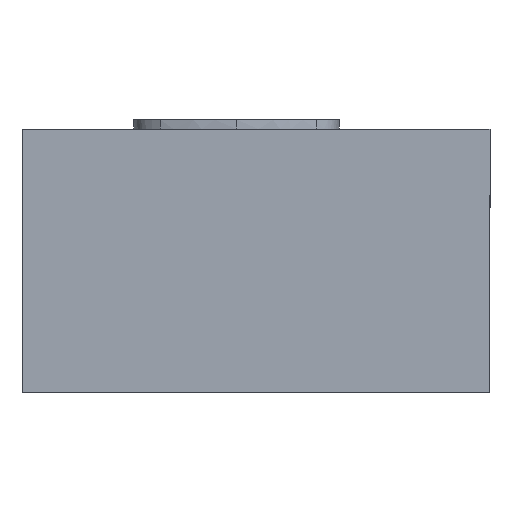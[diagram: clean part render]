
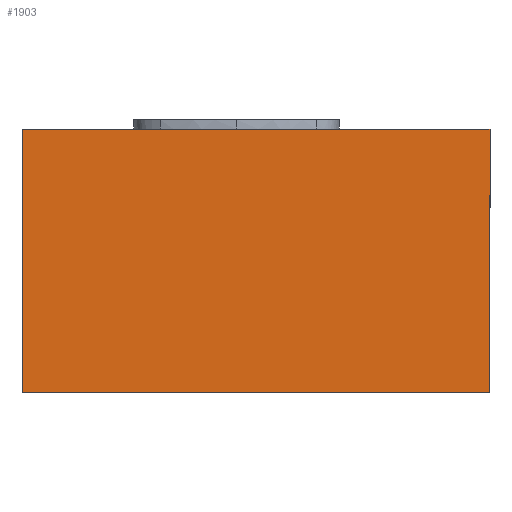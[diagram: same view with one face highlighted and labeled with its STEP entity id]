
A CAD part, left-side view. The second image highlights one B-rep face of the part: STEP entity #1903.
In plain terms, the highlighted planar face has unit normal (-1, 0, 0).
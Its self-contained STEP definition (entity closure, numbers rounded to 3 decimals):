
#214=FACE_OUTER_BOUND('',#320,.T.);
#320=EDGE_LOOP('',(#1316,#1317,#1318,#1319));
#450=LINE('',#2476,#622);
#456=LINE('',#2488,#628);
#461=LINE('',#2503,#633);
#470=LINE('',#2527,#642);
#622=VECTOR('',#2127,625.);
#628=VECTOR('',#2135,625.);
#633=VECTOR('',#2152,625.);
#642=VECTOR('',#2173,625.);
#789=VERTEX_POINT('',#2473);
#790=VERTEX_POINT('',#2475);
#794=VERTEX_POINT('',#2485);
#795=VERTEX_POINT('',#2487);
#982=EDGE_CURVE('',#790,#789,#450,.T.);
#988=EDGE_CURVE('',#794,#795,#456,.T.);
#997=EDGE_CURVE('',#790,#794,#461,.T.);
#1009=EDGE_CURVE('',#789,#795,#470,.T.);
#1316=ORIENTED_EDGE('',*,*,#1009,.T.);
#1317=ORIENTED_EDGE('',*,*,#988,.F.);
#1318=ORIENTED_EDGE('',*,*,#997,.F.);
#1319=ORIENTED_EDGE('',*,*,#982,.T.);
#1816=PLANE('',#2024);
#1903=ADVANCED_FACE('',(#214),#1816,.F.);
#2024=AXIS2_PLACEMENT_3D('',#2531,#2177,#2178);
#2127=DIRECTION('',(0.,-1.,0.));
#2135=DIRECTION('',(0.,-1.,0.));
#2152=DIRECTION('',(0.,0.,1.));
#2173=DIRECTION('',(0.,0.,1.));
#2177=DIRECTION('center_axis',(1.,0.,0.));
#2178=DIRECTION('ref_axis',(0.,0.,-1.));
#2473=CARTESIAN_POINT('',(-0.5,0.,-0.25));
#2475=CARTESIAN_POINT('',(-0.5,0.281,-0.25));
#2476=CARTESIAN_POINT('',(-0.5,0.281,-0.25));
#2485=CARTESIAN_POINT('',(-0.5,0.281,0.25));
#2487=CARTESIAN_POINT('',(-0.5,0.,0.25));
#2488=CARTESIAN_POINT('',(-0.5,0.281,0.25));
#2503=CARTESIAN_POINT('',(-0.5,0.281,-0.25));
#2527=CARTESIAN_POINT('',(-0.5,0.,-0.25));
#2531=CARTESIAN_POINT('Origin',(-0.5,0.281,-0.25));
